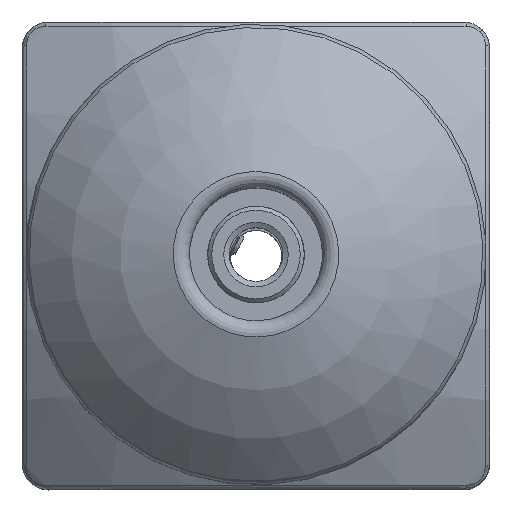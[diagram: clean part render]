
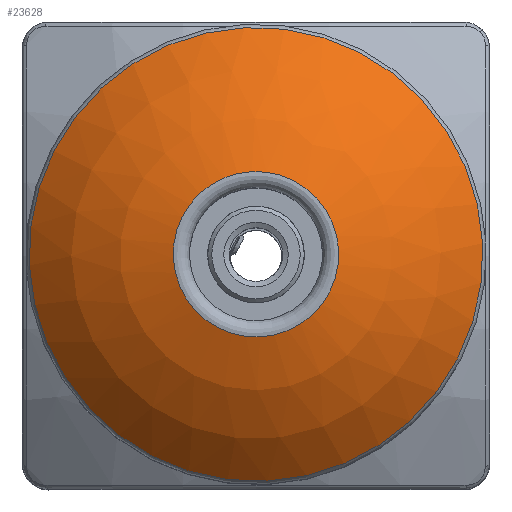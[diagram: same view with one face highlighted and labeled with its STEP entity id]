
A CAD part, top view. The second image highlights one B-rep face of the part: STEP entity #23628.
In plain terms, the highlighted spherical face has radius 38.1 mm.
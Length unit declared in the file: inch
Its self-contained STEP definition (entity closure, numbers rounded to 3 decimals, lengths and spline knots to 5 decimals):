
#94=SPHERICAL_SURFACE('',#26838,1.5);
#3086=FACE_OUTER_BOUND('',#4522,.T.);
#4522=EDGE_LOOP('',(#21739,#21740,#21741,#21742,#21743,#21744));
#8601=CIRCLE('',#26831,0.40414);
#8602=CIRCLE('',#26832,0.40414);
#8607=CIRCLE('',#26839,1.5);
#8608=CIRCLE('',#26840,1.1087);
#8609=CIRCLE('',#26841,1.1087);
#10918=VERTEX_POINT('',#75822);
#10919=VERTEX_POINT('',#75823);
#10923=VERTEX_POINT('',#75836);
#10924=VERTEX_POINT('',#75838);
#14525=EDGE_CURVE('',#10918,#10919,#8601,.T.);
#14526=EDGE_CURVE('',#10919,#10918,#8602,.T.);
#14532=EDGE_CURVE('',#10919,#10923,#8607,.T.);
#14533=EDGE_CURVE('',#10924,#10923,#8608,.T.);
#14534=EDGE_CURVE('',#10923,#10924,#8609,.T.);
#21739=ORIENTED_EDGE('',*,*,#14525,.F.);
#21740=ORIENTED_EDGE('',*,*,#14526,.F.);
#21741=ORIENTED_EDGE('',*,*,#14532,.T.);
#21742=ORIENTED_EDGE('',*,*,#14533,.F.);
#21743=ORIENTED_EDGE('',*,*,#14534,.F.);
#21744=ORIENTED_EDGE('',*,*,#14532,.F.);
#23628=ADVANCED_FACE('',(#3086),#94,.T.);
#26831=AXIS2_PLACEMENT_3D('',#75824,#33944,#33945);
#26832=AXIS2_PLACEMENT_3D('',#75825,#33946,#33947);
#26838=AXIS2_PLACEMENT_3D('',#75835,#33959,#33960);
#26839=AXIS2_PLACEMENT_3D('',#75837,#33961,#33962);
#26840=AXIS2_PLACEMENT_3D('',#75839,#33963,#33964);
#26841=AXIS2_PLACEMENT_3D('',#75840,#33965,#33966);
#33944=DIRECTION('center_axis',(0.,0.,1.));
#33945=DIRECTION('ref_axis',(-1.,0.,0.));
#33946=DIRECTION('center_axis',(0.,0.,1.));
#33947=DIRECTION('ref_axis',(-1.,0.,0.));
#33959=DIRECTION('center_axis',(0.,0.,1.));
#33960=DIRECTION('ref_axis',(1.,0.,0.));
#33961=DIRECTION('center_axis',(0.,-1.,0.));
#33962=DIRECTION('ref_axis',(-1.,0.,0.));
#33963=DIRECTION('center_axis',(0.,0.,-1.));
#33964=DIRECTION('ref_axis',(1.,0.,0.));
#33965=DIRECTION('center_axis',(0.,0.,-1.));
#33966=DIRECTION('ref_axis',(1.,0.,0.));
#75822=CARTESIAN_POINT('',(0.40414,0.,1.19453));
#75823=CARTESIAN_POINT('',(-0.40414,0.,1.19453));
#75824=CARTESIAN_POINT('Origin',(0.,0.,1.19453));
#75825=CARTESIAN_POINT('Origin',(0.,0.,1.19453));
#75835=CARTESIAN_POINT('Origin',(0.,0.,-0.25));
#75836=CARTESIAN_POINT('',(-1.1087,0.,0.76034));
#75837=CARTESIAN_POINT('Origin',(0.,0.,-0.25));
#75838=CARTESIAN_POINT('',(1.1087,0.,0.76034));
#75839=CARTESIAN_POINT('Origin',(0.,0.,0.76034));
#75840=CARTESIAN_POINT('Origin',(0.,0.,0.76034));
